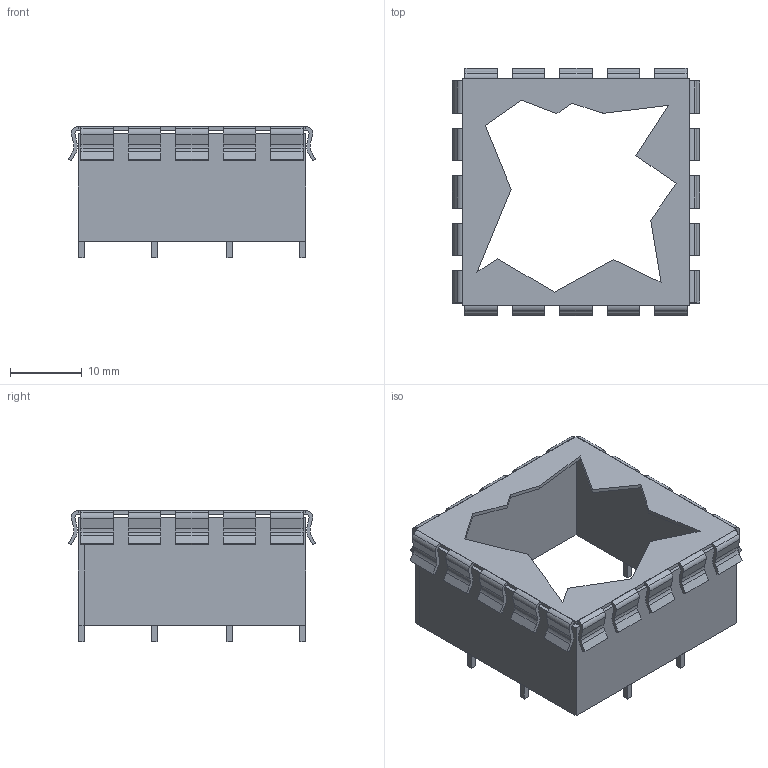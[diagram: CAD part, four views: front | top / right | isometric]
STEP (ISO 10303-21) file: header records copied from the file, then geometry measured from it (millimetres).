
FILE_DESCRIPTION((''),'2;1');
FILE_NAME('MSBOX_PERANCEA_PFL5T.stp','2009-02-24T15:27:45',(''),(''),'Mechanical Desktop 2006','Mechanical Desktop 2006',', , ');
FILE_SCHEMA(('AUTOMOTIVE_DESIGN { 1 2 10303 214 0 1 1 1 }'));
Length unit declared in the file: millimetre
Products named in the file (1): Product
Bounding box: 34.44 x 34.44 x 18.25 mm (x, y, z)
Volume: 2034.3 mm3; surface area: 6386.6 mm2
Topology: 30 solids, 30 shells, 443 faces, 1161 edges, 790 vertices
Faces by surface type: plane 283, cylinder 160
Entity records: 13674 total; most frequent: CARTESIAN_POINT 2383, DIRECTION 2369, ORIENTED_EDGE 2298, EDGE_CURVE 1149, VECTOR 841, LINE 841, VERTEX_POINT 766, AXIS2_PLACEMENT_3D 764
